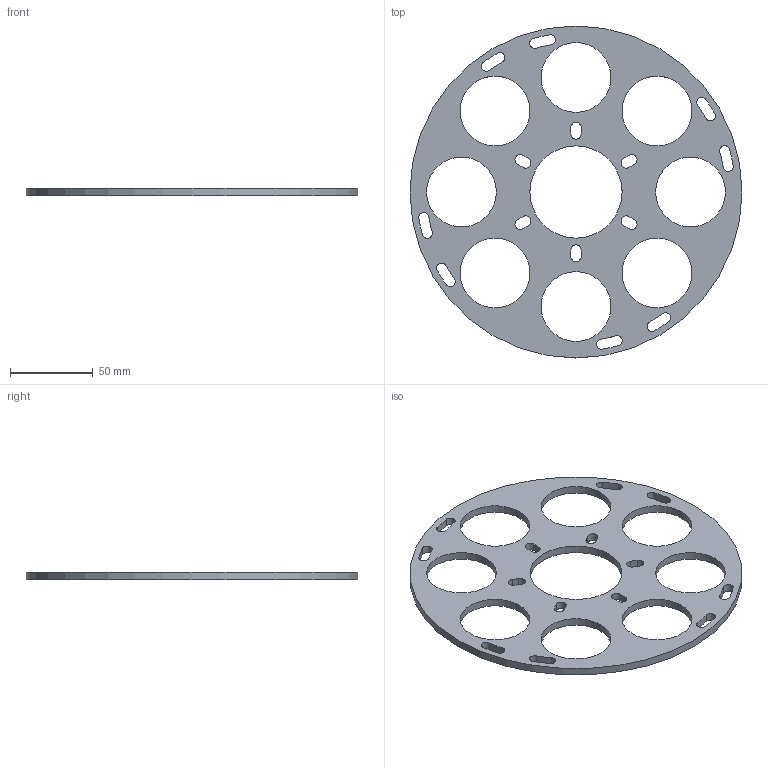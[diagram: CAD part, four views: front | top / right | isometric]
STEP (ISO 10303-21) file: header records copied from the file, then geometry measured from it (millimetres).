
FILE_DESCRIPTION(/* description */ ('','CAx-IF Rec.Pracs.---Representation and Presentation of Product Manufacturing Information (PMI)---4.0---2014-10-13'),/* implementation_level */ '2;1');
FILE_NAME(/* name */ 'Laser Cut Spool x2 5052 Aluminum 3mm Thick.step',/* time_stamp */ '2025-02-25T19:34:22-05:00',/* author */ (''),/* organization */ (''),/* preprocessor_version */ 'ST-DEVELOPER v20',/* originating_system */ 'Autodesk Translation Framework v13.20.0.188',/* authorisation */ '');
FILE_SCHEMA (('AP242_MANAGED_MODEL_BASED_3D_ENGINEERING_MIM_LF { 1 0 10303 442 1 1 4 }'));
Length unit declared in the file: millimetre
Products named in the file (1): Spool
Bounding box: 200 x 200 x 4.75 mm (x, y, z)
Volume: 80180.6 mm3; surface area: 44828.9 mm2
Topology: 1 solids, 1 shells, 68 faces, 198 edges, 132 vertices
Faces by surface type: cylinder 54, plane 14
Full cylindrical faces by diameter (mm): 42 x8, 55.6 x1, 200 x1
Entity records: 2435 total; most frequent: DIRECTION 444, CARTESIAN_POINT 399, ORIENTED_EDGE 396, EDGE_CURVE 198, AXIS2_PLACEMENT_3D 177, VERTEX_POINT 132, EDGE_LOOP 114, CIRCLE 108
